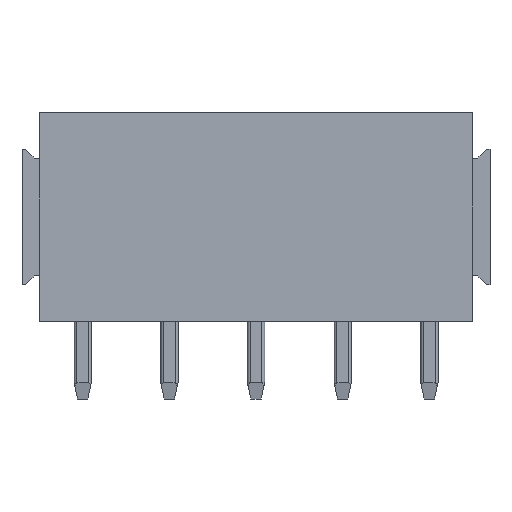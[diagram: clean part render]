
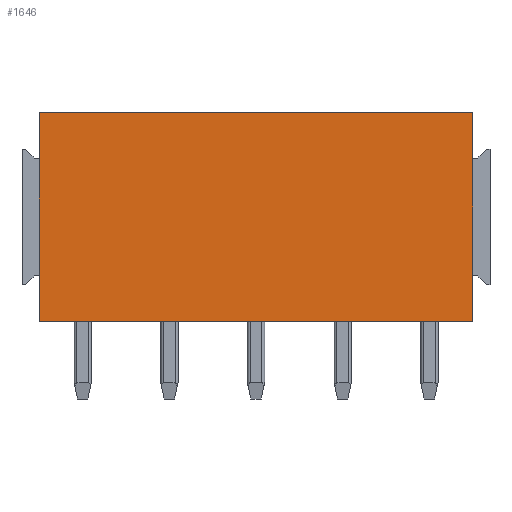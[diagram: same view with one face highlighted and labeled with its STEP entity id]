
A CAD part, front view. The second image highlights one B-rep face of the part: STEP entity #1646.
In plain terms, the highlighted planar face has unit normal (0, -1, 0).
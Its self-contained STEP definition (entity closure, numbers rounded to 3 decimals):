
#1626=AXIS2_PLACEMENT_3D('Plane Axis2P3D',#1623,#1624,#1625) ;
#497=CARTESIAN_POINT('Vertex',(26.,0.,4.5)) ;
#500=CARTESIAN_POINT('Line Origine',(13.5,0.,4.5)) ;
#504=CARTESIAN_POINT('Vertex',(1.,0.,4.5)) ;
#1598=CARTESIAN_POINT('Vertex',(26.,0.,16.5)) ;
#1601=CARTESIAN_POINT('Line Origine',(26.,0.,10.5)) ;
#1623=CARTESIAN_POINT('Axis2P3D Location',(1.,0.,4.5)) ;
#1628=CARTESIAN_POINT('Line Origine',(13.5,0.,16.5)) ;
#1632=CARTESIAN_POINT('Vertex',(1.,0.,16.5)) ;
#1635=CARTESIAN_POINT('Line Origine',(1.,0.,10.5)) ;
#501=DIRECTION('Vector Direction',(1.,0.,0.)) ;
#1602=DIRECTION('Vector Direction',(0.,0.,1.)) ;
#1624=DIRECTION('Axis2P3D Direction',(0.,1.,0.)) ;
#1625=DIRECTION('Axis2P3D XDirection',(0.,0.,1.)) ;
#1629=DIRECTION('Vector Direction',(1.,0.,0.)) ;
#1636=DIRECTION('Vector Direction',(0.,0.,1.)) ;
#502=VECTOR('Line Direction',#501,1.) ;
#1603=VECTOR('Line Direction',#1602,1.) ;
#1630=VECTOR('Line Direction',#1629,1.) ;
#1637=VECTOR('Line Direction',#1636,1.) ;
#1641=ORIENTED_EDGE('',*,*,#1605,.T.) ;
#1642=ORIENTED_EDGE('',*,*,#1634,.F.) ;
#1643=ORIENTED_EDGE('',*,*,#1639,.F.) ;
#1644=ORIENTED_EDGE('',*,*,#506,.T.) ;
#1646=ADVANCED_FACE('Housing',(#1645),#1627,.F.) ;
#506=EDGE_CURVE('',#505,#498,#503,.T.) ;
#1605=EDGE_CURVE('',#498,#1599,#1604,.T.) ;
#1634=EDGE_CURVE('',#1633,#1599,#1631,.T.) ;
#1639=EDGE_CURVE('',#505,#1633,#1638,.T.) ;
#1640=EDGE_LOOP('',(#1641,#1642,#1643,#1644)) ;
#1645=FACE_OUTER_BOUND('',#1640,.T.) ;
#503=LINE('Line',#500,#502) ;
#1604=LINE('Line',#1601,#1603) ;
#1631=LINE('Line',#1628,#1630) ;
#1638=LINE('Line',#1635,#1637) ;
#1627=PLANE('',#1626) ;
#498=VERTEX_POINT('',#497) ;
#505=VERTEX_POINT('',#504) ;
#1599=VERTEX_POINT('',#1598) ;
#1633=VERTEX_POINT('',#1632) ;
